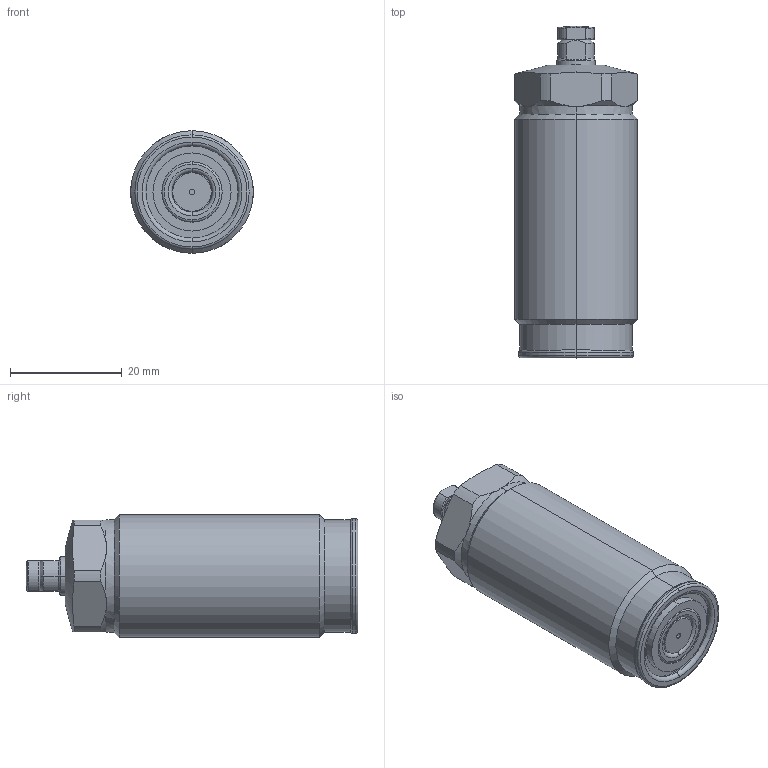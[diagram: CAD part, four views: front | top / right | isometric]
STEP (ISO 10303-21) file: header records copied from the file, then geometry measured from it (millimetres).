
FILE_DESCRIPTION(/* description */ (''),/* implementation_level */ '2;1');
FILE_NAME(/* name */ 'TSC22.stp',/* time_stamp */ '2022-11-16T14:29:15+08:00',/* author */ (''),/* organization */ (''),/* preprocessor_version */ 'ST-DEVELOPER v16.7',/* originating_system */ 'SIEMENS PLM Software NX 12.0',/* authorisation */ '');
FILE_SCHEMA (('AP203_CONFIGURATION_CONTROLLED_3D_DESIGN_OF_MECHANICAL_PARTS_AND_ASSEMBLIES_MIM_LF { 1 0 10303 403 2 1 2}'));
Length unit declared in the file: millimetre
Products named in the file (6): AS568-017; TSC22-02; TSC22-01; AS568-011; TSC22-03; LD0222-x_R01_step
Assembly tree (5 placements, depth 2):
  LD0222-x_R01_step
    TSC22-03
    AS568-011
    TSC22-01
    TSC22-02
    AS568-017
Bounding box: 22 x 59.5 x 22 mm (x, y, z)
Volume: 19001.1 mm3; surface area: 5503.6 mm2
Topology: 5 solids, 5 shells, 139 faces, 316 edges, 195 vertices
Faces by surface type: cylinder 48, plane 35, torus 28, cone 26, sphere 2
Entity records: 4777 total; most frequent: CARTESIAN_POINT 872, DIRECTION 754, ORIENTED_EDGE 632, AXIS2_PLACEMENT_3D 327, EDGE_CURVE 316, VERTEX_POINT 195, CIRCLE 182, EDGE_LOOP 153
